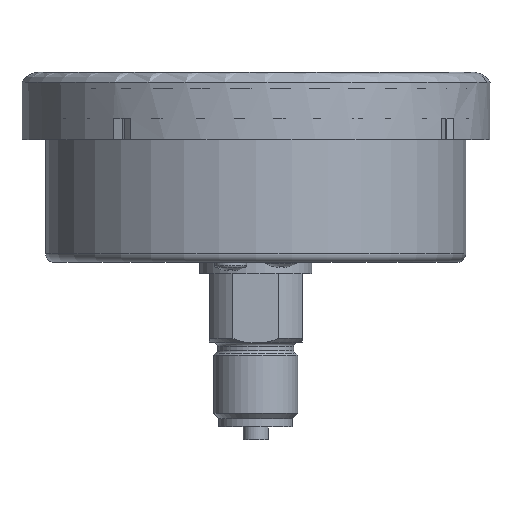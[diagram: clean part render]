
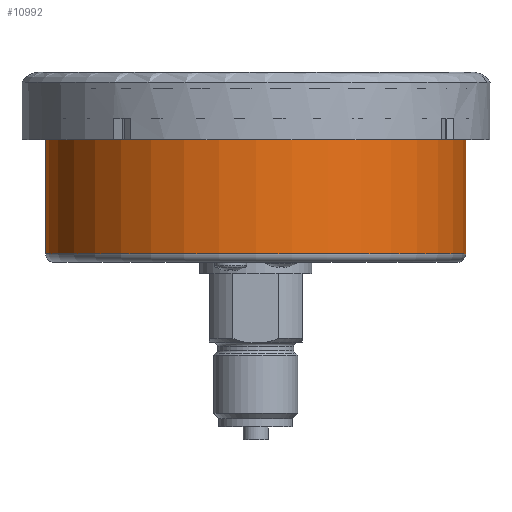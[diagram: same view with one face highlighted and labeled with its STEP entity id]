
A CAD part, front view. The second image highlights one B-rep face of the part: STEP entity #10992.
In plain terms, the highlighted cylindrical face has radius 49.75 mm (diameter 99.5 mm), a full revolution.
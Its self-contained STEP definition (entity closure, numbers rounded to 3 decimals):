
#111=B_SPLINE_CURVE_WITH_KNOTS('',3,(#16345,#16346,#16347,#16348,#16349,
#16350,#16351,#16352,#16353,#16354),.UNSPECIFIED.,.F.,.F.,(4,2,2,2,4),(0.,
0.279,0.559,0.846,1.133),
 .UNSPECIFIED.);
#112=B_SPLINE_CURVE_WITH_KNOTS('',3,(#16355,#16356,#16357,#16358,#16359,
#16360,#16361,#16362,#16363,#16364,#16365,#16366,#16367,#16368,#16369,#16370,
#16371,#16372,#16373,#16374,#16375,#16376,#16377,#16378,#16379,#16380),
 .UNSPECIFIED.,.F.,.F.,(4,2,2,2,2,2,2,2,2,2,2,2,4),(-3.4,-3.113,
-2.826,-2.546,-2.267,-1.987,
-1.708,-1.421,-1.133,-0.846,
-0.559,-0.279,0.),.UNSPECIFIED.);
#213=FACE_BOUND('',#1479,.T.);
#844=FACE_OUTER_BOUND('',#1478,.T.);
#1478=EDGE_LOOP('',(#7864,#7865,#7866,#7867,#7868,#7869));
#1479=EDGE_LOOP('',(#7870,#7871));
#2193=LINE('',#16342,#3365);
#3365=VECTOR('',#12885,49.75);
#4552=CIRCLE('',#11721,49.75);
#4553=CIRCLE('',#11722,49.75);
#4555=CIRCLE('',#11725,49.75);
#4556=CIRCLE('',#11726,49.75);
#4935=VERTEX_POINT('',#16332);
#4936=VERTEX_POINT('',#16333);
#4937=VERTEX_POINT('',#16338);
#4938=VERTEX_POINT('',#16339);
#4939=VERTEX_POINT('',#16343);
#4940=VERTEX_POINT('',#16344);
#6087=EDGE_CURVE('',#4935,#4936,#4552,.T.);
#6088=EDGE_CURVE('',#4936,#4935,#4553,.T.);
#6090=EDGE_CURVE('',#4937,#4938,#4555,.T.);
#6091=EDGE_CURVE('',#4938,#4937,#4556,.T.);
#6092=EDGE_CURVE('',#4938,#4936,#2193,.T.);
#6093=EDGE_CURVE('',#4939,#4940,#111,.F.);
#6094=EDGE_CURVE('',#4940,#4939,#112,.F.);
#7864=ORIENTED_EDGE('',*,*,#6090,.F.);
#7865=ORIENTED_EDGE('',*,*,#6091,.F.);
#7866=ORIENTED_EDGE('',*,*,#6092,.T.);
#7867=ORIENTED_EDGE('',*,*,#6088,.T.);
#7868=ORIENTED_EDGE('',*,*,#6087,.T.);
#7869=ORIENTED_EDGE('',*,*,#6092,.F.);
#7870=ORIENTED_EDGE('',*,*,#6093,.T.);
#7871=ORIENTED_EDGE('',*,*,#6094,.T.);
#10866=CYLINDRICAL_SURFACE('',#11724,49.75);
#10992=ADVANCED_FACE('',(#844,#213),#10866,.T.);
#11721=AXIS2_PLACEMENT_3D('',#16334,#12873,#12874);
#11722=AXIS2_PLACEMENT_3D('',#16335,#12875,#12876);
#11724=AXIS2_PLACEMENT_3D('',#16337,#12879,#12880);
#11725=AXIS2_PLACEMENT_3D('',#16340,#12881,#12882);
#11726=AXIS2_PLACEMENT_3D('',#16341,#12883,#12884);
#12873=DIRECTION('center_axis',(0.,0.,
-1.));
#12874=DIRECTION('ref_axis',(0.,1.,0.));
#12875=DIRECTION('center_axis',(0.,0.,
-1.));
#12876=DIRECTION('ref_axis',(0.,1.,0.));
#12879=DIRECTION('center_axis',(0.,0.,
-1.));
#12880=DIRECTION('ref_axis',(0.,1.,0.));
#12881=DIRECTION('center_axis',(0.,0.,
-1.));
#12882=DIRECTION('ref_axis',(0.,1.,0.));
#12883=DIRECTION('center_axis',(0.,0.,
-1.));
#12884=DIRECTION('ref_axis',(0.,1.,0.));
#12885=DIRECTION('',(0.,0.,1.));
#16332=CARTESIAN_POINT('',(-3.663,69.809,114.6));
#16333=CARTESIAN_POINT('',(-3.663,-29.691,114.6));
#16334=CARTESIAN_POINT('Origin',(-3.663,20.059,114.6));
#16335=CARTESIAN_POINT('Origin',(-3.663,20.059,114.6));
#16337=CARTESIAN_POINT('Origin',(-3.663,20.059,77.2));
#16338=CARTESIAN_POINT('',(-3.663,69.809,78.4));
#16339=CARTESIAN_POINT('',(-3.663,-29.691,78.4));
#16340=CARTESIAN_POINT('Origin',(-3.663,20.059,78.4));
#16341=CARTESIAN_POINT('Origin',(-3.663,20.059,78.4));
#16342=CARTESIAN_POINT('',(-3.663,-29.691,77.2));
#16343=CARTESIAN_POINT('',(-3.663,69.809,99.847));
#16344=CARTESIAN_POINT('',(-10.733,69.305,91.902));
#16345=CARTESIAN_POINT('Ctrl Pts',(-10.733,69.305,91.902));
#16346=CARTESIAN_POINT('Ctrl Pts',(-10.733,69.305,92.833));
#16347=CARTESIAN_POINT('Ctrl Pts',(-10.577,69.328,93.836));
#16348=CARTESIAN_POINT('Ctrl Pts',(-9.922,69.415,95.717));
#16349=CARTESIAN_POINT('Ctrl Pts',(-9.423,69.479,96.594));
#16350=CARTESIAN_POINT('Ctrl Pts',(-8.219,69.604,98.045));
#16351=CARTESIAN_POINT('Ctrl Pts',(-7.422,69.675,98.71));
#16352=CARTESIAN_POINT('Ctrl Pts',(-5.624,69.779,99.612));
#16353=CARTESIAN_POINT('Ctrl Pts',(-4.621,69.809,99.847));
#16354=CARTESIAN_POINT('Ctrl Pts',(-3.663,69.809,99.847));
#16355=CARTESIAN_POINT('Ctrl Pts',(-3.663,69.809,99.847));
#16356=CARTESIAN_POINT('Ctrl Pts',(-2.706,69.809,99.847));
#16357=CARTESIAN_POINT('Ctrl Pts',(-1.703,69.779,99.612));
#16358=CARTESIAN_POINT('Ctrl Pts',(0.096,69.675,
98.71));
#16359=CARTESIAN_POINT('Ctrl Pts',(0.893,69.604,98.045));
#16360=CARTESIAN_POINT('Ctrl Pts',(2.096,69.479,96.594));
#16361=CARTESIAN_POINT('Ctrl Pts',(2.595,69.415,95.717));
#16362=CARTESIAN_POINT('Ctrl Pts',(3.25,69.328,93.836));
#16363=CARTESIAN_POINT('Ctrl Pts',(3.407,69.305,92.833));
#16364=CARTESIAN_POINT('Ctrl Pts',(3.407,69.305,90.971));
#16365=CARTESIAN_POINT('Ctrl Pts',(3.25,69.328,89.968));
#16366=CARTESIAN_POINT('Ctrl Pts',(2.595,69.415,88.088));
#16367=CARTESIAN_POINT('Ctrl Pts',(2.096,69.479,87.21));
#16368=CARTESIAN_POINT('Ctrl Pts',(0.893,69.604,85.759));
#16369=CARTESIAN_POINT('Ctrl Pts',(0.096,69.675,
85.094));
#16370=CARTESIAN_POINT('Ctrl Pts',(-1.703,69.779,84.192));
#16371=CARTESIAN_POINT('Ctrl Pts',(-2.706,69.809,83.958));
#16372=CARTESIAN_POINT('Ctrl Pts',(-4.621,69.809,83.958));
#16373=CARTESIAN_POINT('Ctrl Pts',(-5.624,69.779,84.192));
#16374=CARTESIAN_POINT('Ctrl Pts',(-7.422,69.675,85.094));
#16375=CARTESIAN_POINT('Ctrl Pts',(-8.219,69.604,85.759));
#16376=CARTESIAN_POINT('Ctrl Pts',(-9.423,69.479,87.21));
#16377=CARTESIAN_POINT('Ctrl Pts',(-9.922,69.415,88.088));
#16378=CARTESIAN_POINT('Ctrl Pts',(-10.577,69.328,89.968));
#16379=CARTESIAN_POINT('Ctrl Pts',(-10.733,69.305,90.971));
#16380=CARTESIAN_POINT('Ctrl Pts',(-10.733,69.305,91.902));
